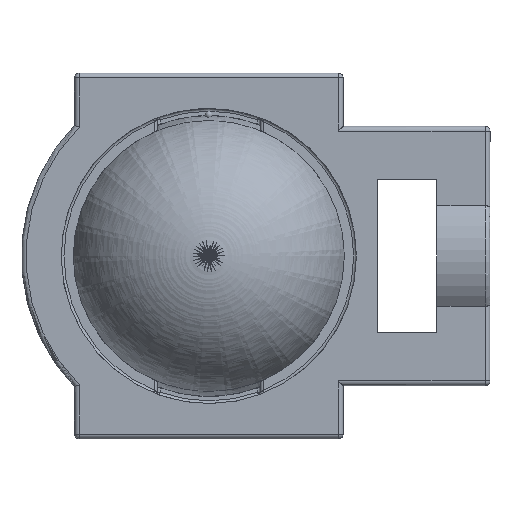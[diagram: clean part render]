
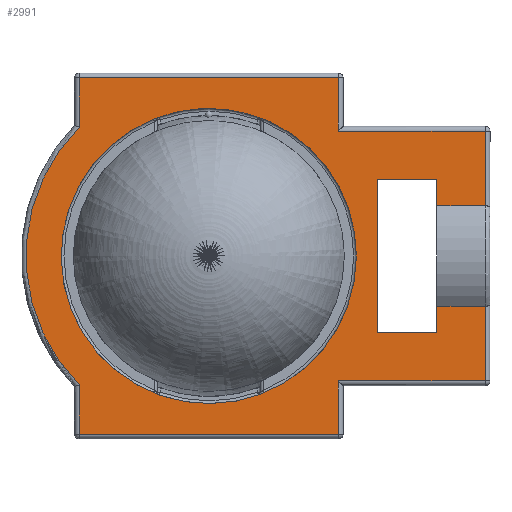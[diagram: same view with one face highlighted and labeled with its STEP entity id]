
A CAD part, left-side view. The second image highlights one B-rep face of the part: STEP entity #2991.
In plain terms, the highlighted face is planar.
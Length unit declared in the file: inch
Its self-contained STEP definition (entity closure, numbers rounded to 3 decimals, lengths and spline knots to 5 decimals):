
#822=VECTOR('',#3571,1.);
#856=VECTOR('',#3722,1.);
#857=VECTOR('',#3725,1.);
#860=VECTOR('',#3735,1.);
#861=VECTOR('',#3740,1.);
#863=VECTOR('',#3749,1.);
#868=VECTOR('',#3760,1.);
#872=VECTOR('',#3770,1.);
#875=VECTOR('',#3779,1.);
#880=VECTOR('',#3790,1.);
#887=VECTOR('',#3804,1.);
#888=VECTOR('',#3805,1.);
#889=VECTOR('',#3806,1.);
#890=VECTOR('',#3807,1.);
#891=VECTOR('',#3808,1.);
#892=VECTOR('',#3809,1.);
#964=LINE('',#4742,#822);
#998=LINE('',#4937,#856);
#999=LINE('',#4954,#857);
#1002=LINE('',#4962,#860);
#1003=LINE('',#4966,#861);
#1005=LINE('',#4988,#863);
#1010=LINE('',#4998,#868);
#1014=LINE('',#5007,#872);
#1017=LINE('',#5015,#875);
#1022=LINE('',#5042,#880);
#1029=LINE('',#5075,#887);
#1030=LINE('',#5077,#888);
#1031=LINE('',#5079,#889);
#1032=LINE('',#5081,#890);
#1033=LINE('',#5083,#891);
#1034=LINE('',#5086,#892);
#1168=PLANE('',#3250);
#1255=VERTEX_POINT('',#4707);
#1258=VERTEX_POINT('',#4716);
#1260=VERTEX_POINT('',#4721);
#1264=VERTEX_POINT('',#4730);
#1266=VERTEX_POINT('',#4735);
#1269=VERTEX_POINT('',#4743);
#1270=VERTEX_POINT('',#4747);
#1273=VERTEX_POINT('',#4754);
#1315=VERTEX_POINT('',#4938);
#1317=VERTEX_POINT('',#4963);
#1318=VERTEX_POINT('',#4967);
#1326=VERTEX_POINT('',#5016);
#1331=VERTEX_POINT('',#5043);
#1338=VERTEX_POINT('',#5076);
#1339=VERTEX_POINT('',#5078);
#1340=VERTEX_POINT('',#5080);
#1341=VERTEX_POINT('',#5082);
#1342=VERTEX_POINT('',#5084);
#1343=VERTEX_POINT('',#5085);
#1457=CIRCLE('',#3143,1.85977);
#1509=CIRCLE('',#3248,2.30315);
#1628=EDGE_CURVE('',#1255,#1255,#1457,.T.);
#1642=EDGE_CURVE('',#1266,#1269,#964,.T.);
#1713=EDGE_CURVE('',#1273,#1315,#998,.T.);
#1715=EDGE_CURVE('',#1269,#1273,#999,.T.);
#1720=EDGE_CURVE('',#1270,#1317,#1002,.T.);
#1722=EDGE_CURVE('',#1318,#1270,#1003,.T.);
#1727=EDGE_CURVE('',#1317,#1264,#1005,.T.);
#1733=EDGE_CURVE('',#1260,#1266,#1010,.T.);
#1738=EDGE_CURVE('',#1264,#1258,#1014,.T.);
#1742=EDGE_CURVE('',#1326,#1260,#1017,.T.);
#1749=EDGE_CURVE('',#1258,#1331,#1022,.T.);
#1752=EDGE_CURVE('',#1331,#1326,#1509,.T.);
#1760=EDGE_CURVE('',#1318,#1338,#1029,.T.);
#1761=EDGE_CURVE('',#1339,#1338,#1030,.T.);
#1762=EDGE_CURVE('',#1340,#1339,#1031,.T.);
#1763=EDGE_CURVE('',#1341,#1340,#1032,.T.);
#1764=EDGE_CURVE('',#1342,#1341,#1033,.T.);
#1765=EDGE_CURVE('',#1343,#1342,#1030,.T.);
#1766=EDGE_CURVE('',#1343,#1315,#1034,.T.);
#2212=ORIENTED_EDGE('',*,*,#1713,.F.);
#2213=ORIENTED_EDGE('',*,*,#1715,.F.);
#2214=ORIENTED_EDGE('',*,*,#1642,.F.);
#2215=ORIENTED_EDGE('',*,*,#1733,.F.);
#2216=ORIENTED_EDGE('',*,*,#1742,.F.);
#2217=ORIENTED_EDGE('',*,*,#1752,.F.);
#2218=ORIENTED_EDGE('',*,*,#1749,.F.);
#2219=ORIENTED_EDGE('',*,*,#1738,.F.);
#2220=ORIENTED_EDGE('',*,*,#1727,.F.);
#2221=ORIENTED_EDGE('',*,*,#1720,.F.);
#2222=ORIENTED_EDGE('',*,*,#1722,.F.);
#2223=ORIENTED_EDGE('',*,*,#1760,.T.);
#2224=ORIENTED_EDGE('',*,*,#1761,.F.);
#2225=ORIENTED_EDGE('',*,*,#1762,.F.);
#2226=ORIENTED_EDGE('',*,*,#1763,.F.);
#2227=ORIENTED_EDGE('',*,*,#1764,.F.);
#2228=ORIENTED_EDGE('',*,*,#1765,.F.);
#2229=ORIENTED_EDGE('',*,*,#1766,.T.);
#2230=ORIENTED_EDGE('',*,*,#1628,.T.);
#2573=EDGE_LOOP('',(#2212,#2213,#2214,#2215,#2216,#2217,#2218,#2219,#2220,
#2221,#2222,#2223,#2224,#2225,#2226,#2227,#2228,#2229));
#2574=EDGE_LOOP('',(#2230));
#2781=FACE_BOUND('',#2573,.T.);
#2782=FACE_BOUND('',#2574,.T.);
#2991=ADVANCED_FACE('',(#2781,#2782),#1168,.T.);
#3143=AXIS2_PLACEMENT_3D('',#4706,#3531,#3532);
#3248=AXIS2_PLACEMENT_3D('',#5060,#3794,#3795);
#3250=AXIS2_PLACEMENT_3D('',#5074,#3803,$);
#3531=DIRECTION('',(0.,0.,-1.));
#3532=DIRECTION('',(0.,1.86,0.));
#3571=DIRECTION('',(-1.,0.,0.));
#3722=DIRECTION('',(-1.,0.,0.));
#3725=DIRECTION('',(0.,-1.,0.));
#3735=DIRECTION('',(0.,1.,0.));
#3740=DIRECTION('',(-1.,0.,0.));
#3749=DIRECTION('',(-1.,0.,0.));
#3760=DIRECTION('',(0.,-1.,0.));
#3770=DIRECTION('',(0.,1.,0.));
#3779=DIRECTION('',(1.,0.,0.));
#3790=DIRECTION('',(1.,0.,0.));
#3794=DIRECTION('',(0.,0.,-1.));
#3795=DIRECTION('',(0.,2.303,0.));
#3803=DIRECTION('',(0.,0.,1.));
#3804=DIRECTION('',(0.,1.,0.));
#3805=DIRECTION('',(1.,0.,0.));
#3806=DIRECTION('',(0.,-1.,0.));
#3807=DIRECTION('',(-1.,0.,0.));
#3808=DIRECTION('',(0.,1.,0.));
#3809=DIRECTION('',(0.,-1.,0.));
#4706=CARTESIAN_POINT('',(0.,0.,0.72835));
#4707=CARTESIAN_POINT('',(0.,-1.85977,0.72835));
#4716=CARTESIAN_POINT('',(-2.24409,1.63386,0.72835));
#4721=CARTESIAN_POINT('',(2.24409,1.63386,0.72835));
#4730=CARTESIAN_POINT('',(-2.24409,-1.63386,0.72835));
#4735=CARTESIAN_POINT('',(2.24409,-1.63386,0.72835));
#4742=CARTESIAN_POINT('',(0.4803,-1.63386,0.72835));
#4743=CARTESIAN_POINT('',(1.5748,-1.63386,0.72835));
#4747=CARTESIAN_POINT('',(-1.5748,-3.48425,0.72835));
#4754=CARTESIAN_POINT('',(1.5748,-3.48425,0.72835));
#4937=CARTESIAN_POINT('',(-0.91241,-3.48425,0.72835));
#4938=CARTESIAN_POINT('',(0.63238,-3.48425,0.72835));
#4954=CARTESIAN_POINT('',(1.5748,-1.73182,0.72835));
#4962=CARTESIAN_POINT('',(-1.5748,-1.73182,0.72835));
#4963=CARTESIAN_POINT('',(-1.5748,-1.63386,0.72835));
#4966=CARTESIAN_POINT('',(-0.91241,-3.48425,0.72835));
#4967=CARTESIAN_POINT('',(-0.63238,-3.48425,0.72835));
#4988=CARTESIAN_POINT('',(-1.4882,-1.63386,0.72835));
#4998=CARTESIAN_POINT('',(2.24409,-0.42276,0.72835));
#5007=CARTESIAN_POINT('',(-2.24409,-0.42276,0.72835));
#5015=CARTESIAN_POINT('',(0.4837,1.63386,0.72835));
#5016=CARTESIAN_POINT('',(1.62327,1.63386,0.72835));
#5042=CARTESIAN_POINT('',(-1.4916,1.63386,0.72835));
#5043=CARTESIAN_POINT('',(-1.62327,1.63386,0.72835));
#5060=CARTESIAN_POINT('',(0.,0.,0.72835));
#5074=CARTESIAN_POINT('',(-1.0079,-0.84553,0.72835));
#5075=CARTESIAN_POINT('',(-0.63238,-3.20866,0.72835));
#5076=CARTESIAN_POINT('',(-0.63238,-2.87402,0.72835));
#5077=CARTESIAN_POINT('',(-0.96457,-2.87402,0.72835));
#5078=CARTESIAN_POINT('',(-0.96457,-2.87402,0.72835));
#5079=CARTESIAN_POINT('',(-0.96457,-2.12598,0.72835));
#5080=CARTESIAN_POINT('',(-0.96457,-2.12598,0.72835));
#5081=CARTESIAN_POINT('',(0.,-2.12598,0.72835));
#5082=CARTESIAN_POINT('',(0.96457,-2.12598,0.72835));
#5083=CARTESIAN_POINT('',(0.96457,-2.12598,0.72835));
#5084=CARTESIAN_POINT('',(0.96457,-2.87402,0.72835));
#5085=CARTESIAN_POINT('',(0.63238,-2.87402,0.72835));
#5086=CARTESIAN_POINT('',(0.63238,-3.20866,0.72835));
